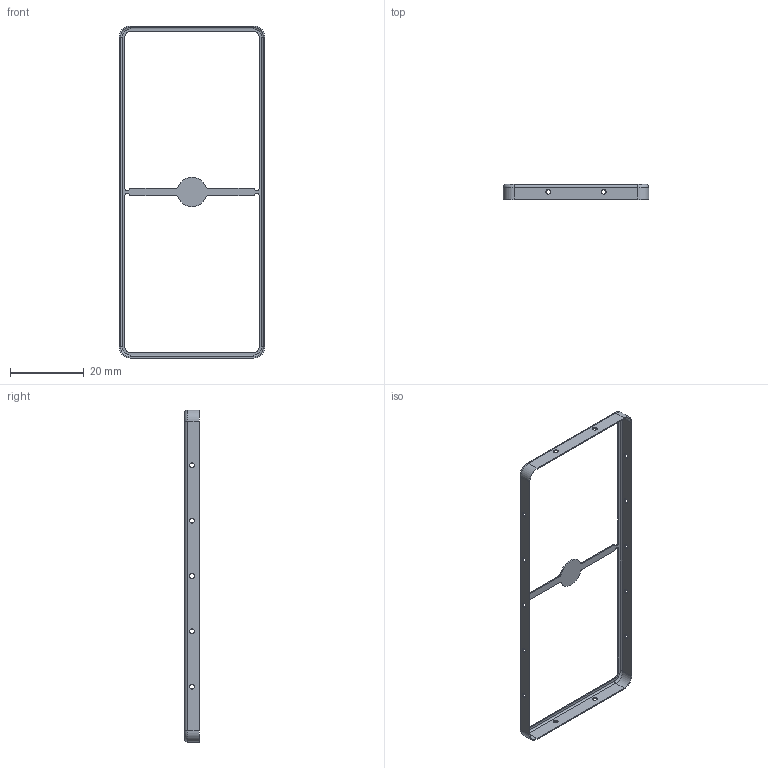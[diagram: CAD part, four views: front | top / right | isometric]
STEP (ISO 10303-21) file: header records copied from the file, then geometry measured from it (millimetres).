
FILE_DESCRIPTION (( 'STEP AP203' ), '1' );
FILE_NAME ('MS900-10F.STEP', '2023-08-22T12:09:54', ( '' ), ( '' ), 'SwSTEP 2.0', 'SolidWorks 2021', '' );
FILE_SCHEMA (( 'CONFIG_CONTROL_DESIGN' ));
Length unit declared in the file: millimetre
Products named in the file (1): MS900-10F
Bounding box: 39.4 x 4 x 90 mm (x, y, z)
Volume: 397.1 mm3; surface area: 2836.8 mm2
Topology: 1 solids, 1 shells, 102 faces, 268 edges, 168 vertices
Faces by surface type: cylinder 66, plane 28, torus 8
Entity records: 3317 total; most frequent: DIRECTION 614, CARTESIAN_POINT 539, ORIENTED_EDGE 536, EDGE_CURVE 268, AXIS2_PLACEMENT_3D 243, VERTEX_POINT 168, CIRCLE 140, EDGE_LOOP 134
